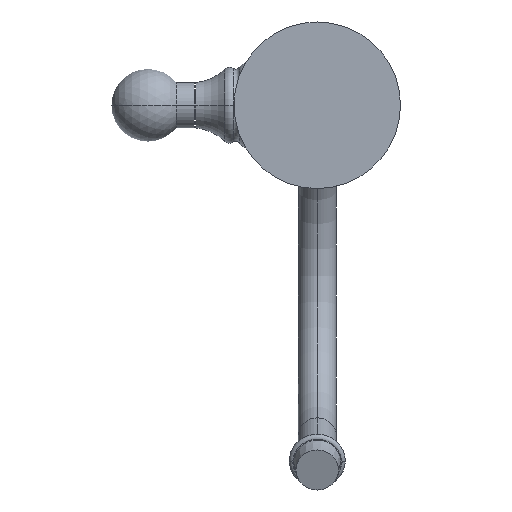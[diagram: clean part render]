
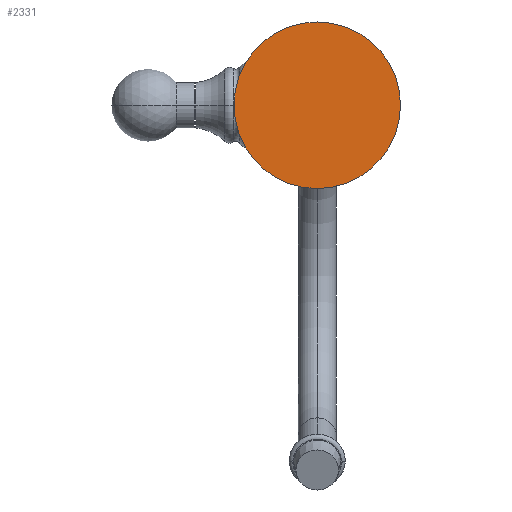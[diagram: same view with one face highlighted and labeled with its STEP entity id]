
A CAD part, front view. The second image highlights one B-rep face of the part: STEP entity #2331.
In plain terms, the highlighted planar face has unit normal (0, -1, 0).
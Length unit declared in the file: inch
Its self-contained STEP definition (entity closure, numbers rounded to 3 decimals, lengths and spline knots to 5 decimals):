
#2=CARTESIAN_POINT('',(0.,0.,0.));
#3=DIRECTION('',(0.,-1.,0.));
#4=DIRECTION('',(1.,0.,0.));
#5=AXIS2_PLACEMENT_3D('',#2,#3,#4);
#17=CARTESIAN_POINT('',(0.,0.,0.));
#18=DIRECTION('',(0.,1.,0.));
#19=DIRECTION('',(1.,0.,0.));
#20=AXIS2_PLACEMENT_3D('',#17,#18,#19);
#884=CARTESIAN_POINT('',(1.1,0.,0.));
#886=VERTEX_POINT('',#884);
#888=CARTESIAN_POINT('',(-1.1,0.,0.));
#890=VERTEX_POINT('',#888);
#2322=CARTESIAN_POINT('',(0.,0.,0.));
#2323=DIRECTION('',(0.,-1.,0.));
#2324=DIRECTION('',(-1.,0.,0.));
#2325=AXIS2_PLACEMENT_3D('',#2322,#2323,#2324);
#2326=PLANE('',#2325);
#2327=ORIENTED_EDGE('',*,*,#1081,.F.);
#2328=ORIENTED_EDGE('',*,*,#1099,.T.);
#2329=EDGE_LOOP('',(#2327,#2328));
#2330=FACE_OUTER_BOUND('',#2329,.F.);
#2331=ADVANCED_FACE('',(#2330),#2326,.T.);
#6=CIRCLE('',#5,1.1);
#21=CIRCLE('',#20,1.1);
#1081=EDGE_CURVE('',#886,#890,#6,.T.);
#1099=EDGE_CURVE('',#886,#890,#21,.T.);
